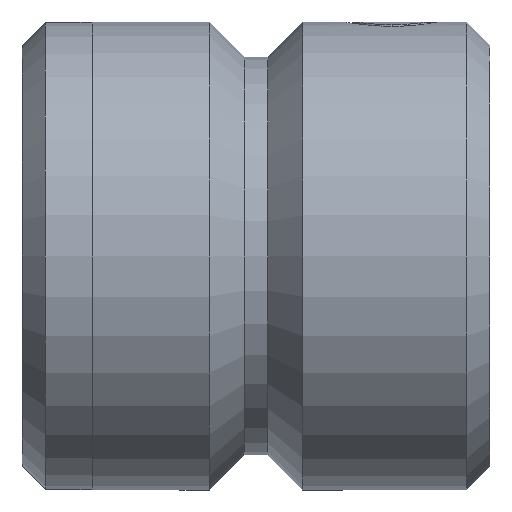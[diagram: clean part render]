
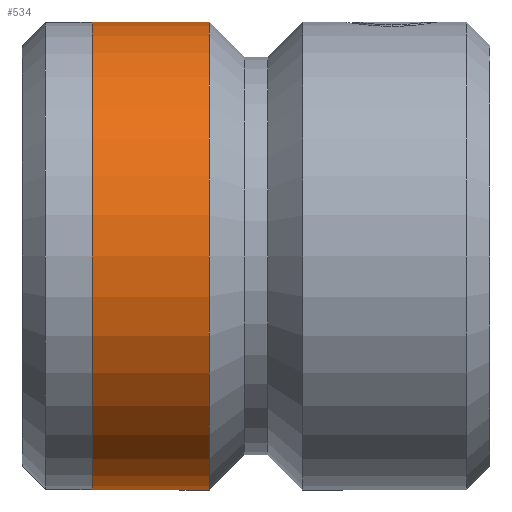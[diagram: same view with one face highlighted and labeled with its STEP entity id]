
A CAD part, left-side view. The second image highlights one B-rep face of the part: STEP entity #534.
In plain terms, the highlighted cylindrical face has radius 10 mm (diameter 20 mm), a partial arc.
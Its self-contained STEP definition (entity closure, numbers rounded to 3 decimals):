
#1 = EDGE_CURVE ( 'NONE', #1405, #1394, #326, .T. ) ;
#7 = VECTOR ( 'NONE', #1324, 1000. ) ;
#13 = VECTOR ( 'NONE', #1509, 1000. ) ;
#24 = AXIS2_PLACEMENT_3D ( 'NONE', #777, #1137, #415 ) ;
#56 = LINE ( 'NONE', #437, #13 ) ;
#76 = CARTESIAN_POINT ( 'NONE',  ( 0., 17., -10. ) ) ;
#149 = CARTESIAN_POINT ( 'NONE',  ( 0., 12., -10. ) ) ;
#271 = AXIS2_PLACEMENT_3D ( 'NONE', #1116, #395, #1238 ) ;
#326 = LINE ( 'NONE', #481, #7 ) ;
#395 = DIRECTION ( 'NONE',  ( 0., -1., 0. ) ) ;
#415 = DIRECTION ( 'NONE',  ( 0., 0., -1. ) ) ;
#437 = CARTESIAN_POINT ( 'NONE',  ( 0., 0., -10. ) ) ;
#472 = EDGE_CURVE ( 'NONE', #529, #1319, #56, .T. ) ;
#481 = CARTESIAN_POINT ( 'NONE',  ( 0., 0., 10. ) ) ;
#519 = DIRECTION ( 'NONE',  ( 0., -1., 0. ) ) ;
#529 = VERTEX_POINT ( 'NONE', #76 ) ;
#534 = ADVANCED_FACE ( 'NONE', ( #1524 ), #1208, .T. ) ;
#615 = ORIENTED_EDGE ( 'NONE', *, *, #472, .T. ) ;
#777 = CARTESIAN_POINT ( 'NONE',  ( 0., 0., 0. ) ) ;
#882 = CARTESIAN_POINT ( 'NONE',  ( 0., 17., 10. ) ) ;
#966 = EDGE_CURVE ( 'NONE', #1405, #529, #1421, .T. ) ;
#1083 = CIRCLE ( 'NONE', #271, 10. ) ;
#1116 = CARTESIAN_POINT ( 'NONE',  ( 0., 12., 0. ) ) ;
#1134 = ORIENTED_EDGE ( 'NONE', *, *, #1527, .F. ) ;
#1137 = DIRECTION ( 'NONE',  ( 0., -1., 0. ) ) ;
#1196 = EDGE_LOOP ( 'NONE', ( #1289, #1283, #615, #1134 ) ) ;
#1202 = AXIS2_PLACEMENT_3D ( 'NONE', #1244, #519, #1364 ) ;
#1208 = CYLINDRICAL_SURFACE ( 'NONE', #24, 10. ) ;
#1238 = DIRECTION ( 'NONE',  ( 0., 0., -1. ) ) ;
#1244 = CARTESIAN_POINT ( 'NONE',  ( 0., 17., 0. ) ) ;
#1283 = ORIENTED_EDGE ( 'NONE', *, *, #966, .T. ) ;
#1289 = ORIENTED_EDGE ( 'NONE', *, *, #1, .F. ) ;
#1319 = VERTEX_POINT ( 'NONE', #149 ) ;
#1324 = DIRECTION ( 'NONE',  ( 0., -1., 0. ) ) ;
#1364 = DIRECTION ( 'NONE',  ( 0., 0., -1. ) ) ;
#1394 = VERTEX_POINT ( 'NONE', #1471 ) ;
#1405 = VERTEX_POINT ( 'NONE', #882 ) ;
#1421 = CIRCLE ( 'NONE', #1202, 10. ) ;
#1471 = CARTESIAN_POINT ( 'NONE',  ( 0., 12., 10. ) ) ;
#1509 = DIRECTION ( 'NONE',  ( 0., -1., 0. ) ) ;
#1524 = FACE_OUTER_BOUND ( 'NONE', #1196, .T. ) ;
#1527 = EDGE_CURVE ( 'NONE', #1394, #1319, #1083, .T. ) ;
